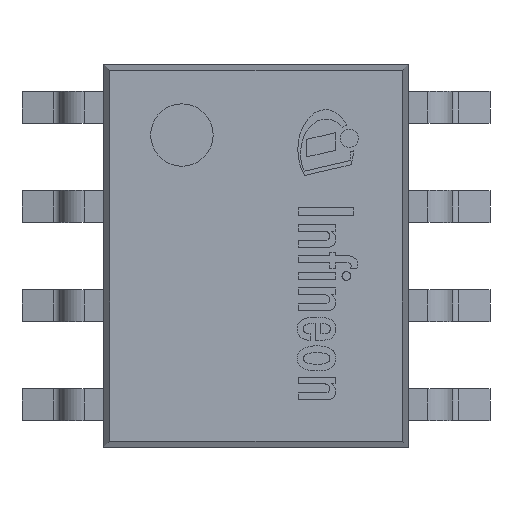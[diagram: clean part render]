
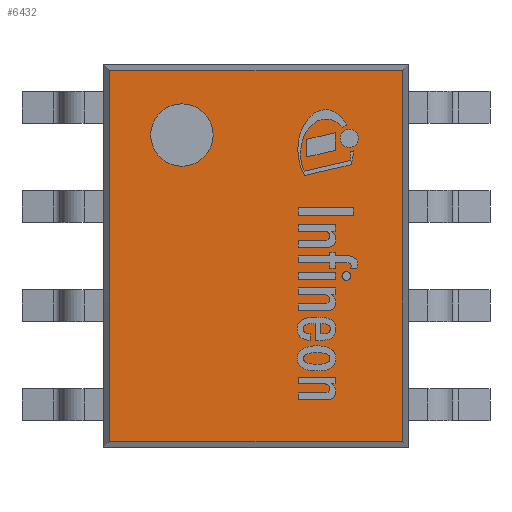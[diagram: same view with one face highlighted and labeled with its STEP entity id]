
A CAD part, top view. The second image highlights one B-rep face of the part: STEP entity #6432.
In plain terms, the highlighted planar face has unit normal (0, 0, 1).
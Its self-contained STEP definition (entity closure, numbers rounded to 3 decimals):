
#230=FACE_BOUND('',#936,.T.);
#568=FACE_OUTER_BOUND('',#935,.T.);
#935=EDGE_LOOP('',(#5764,#5765,#5766,#5767));
#936=EDGE_LOOP('',(#5768));
#1511=LINE('',#10861,#2127);
#1515=LINE('',#10869,#2131);
#1518=LINE('',#10875,#2134);
#1521=LINE('',#10880,#2137);
#2127=VECTOR('',#8969,1.);
#2131=VECTOR('',#8975,1.);
#2134=VECTOR('',#8980,1.);
#2137=VECTOR('',#8985,1.);
#2490=CIRCLE('',#7111,0.4);
#3068=VERTEX_POINT('',#10854);
#3069=VERTEX_POINT('',#10859);
#3070=VERTEX_POINT('',#10860);
#3073=VERTEX_POINT('',#10868);
#3075=VERTEX_POINT('',#10874);
#3968=EDGE_CURVE('',#3068,#3068,#2490,.T.);
#3969=EDGE_CURVE('',#3069,#3070,#1511,.T.);
#3973=EDGE_CURVE('',#3073,#3069,#1515,.T.);
#3976=EDGE_CURVE('',#3075,#3073,#1518,.T.);
#3979=EDGE_CURVE('',#3070,#3075,#1521,.T.);
#5764=ORIENTED_EDGE('',*,*,#3979,.F.);
#5765=ORIENTED_EDGE('',*,*,#3969,.F.);
#5766=ORIENTED_EDGE('',*,*,#3973,.F.);
#5767=ORIENTED_EDGE('',*,*,#3976,.F.);
#5768=ORIENTED_EDGE('',*,*,#3968,.T.);
#6076=PLANE('',#7118);
#6432=ADVANCED_FACE('',(#568,#230),#6076,.T.);
#7111=AXIS2_PLACEMENT_3D('',#10856,#8963,#8964);
#7118=AXIS2_PLACEMENT_3D('',#10883,#8989,#8990);
#8963=DIRECTION('center_axis',(0.,0.,-1.));
#8964=DIRECTION('ref_axis',(-1.,0.,0.));
#8969=DIRECTION('',(-1.,0.,0.));
#8975=DIRECTION('',(0.,-1.,0.));
#8980=DIRECTION('',(1.,0.,0.));
#8985=DIRECTION('',(0.,1.,0.));
#8989=DIRECTION('center_axis',(0.,0.,1.));
#8990=DIRECTION('ref_axis',(1.,0.,0.));
#10854=CARTESIAN_POINT('',(-0.55,1.55,1.15));
#10856=CARTESIAN_POINT('Origin',(-0.95,1.55,1.15));
#10859=CARTESIAN_POINT('',(1.876,-2.376,1.15));
#10860=CARTESIAN_POINT('',(-1.876,-2.376,1.15));
#10861=CARTESIAN_POINT('',(0.975,-2.376,1.15));
#10868=CARTESIAN_POINT('',(1.876,2.376,1.15));
#10869=CARTESIAN_POINT('',(1.876,1.225,1.15));
#10874=CARTESIAN_POINT('',(-1.876,2.376,1.15));
#10875=CARTESIAN_POINT('',(-0.975,2.376,1.15));
#10880=CARTESIAN_POINT('',(-1.876,-1.225,1.15));
#10883=CARTESIAN_POINT('Origin',(0.,0.,1.15));
